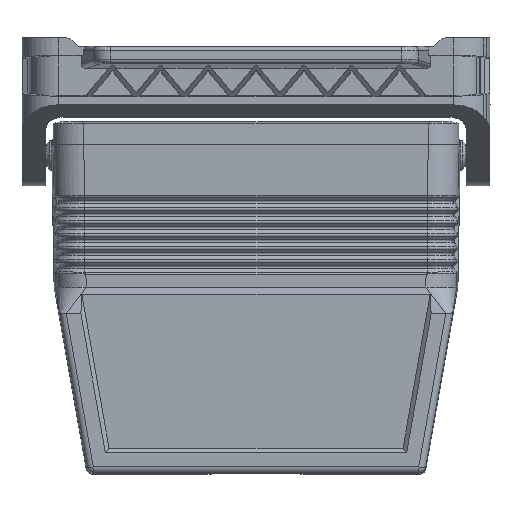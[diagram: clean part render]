
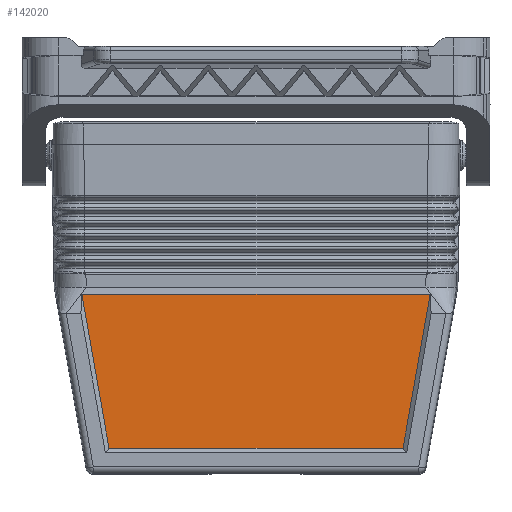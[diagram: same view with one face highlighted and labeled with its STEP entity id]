
A CAD part, front view. The second image highlights one B-rep face of the part: STEP entity #142020.
In plain terms, the highlighted face is planar.
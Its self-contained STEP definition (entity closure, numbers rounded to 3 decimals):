
#136120=CARTESIAN_POINT('',(417.083,-22.843,
34.87));
#136130=VERTEX_POINT('',#136120);
#136160=CARTESIAN_POINT('',(417.083,44.373,
34.87));
#136170=DIRECTION('',(0.,1.,0.));
#136180=VECTOR('',#136170,1.);
#136190=LINE('',#136160,#136180);
#136200=CARTESIAN_POINT('',(417.083,57.156,
34.87));
#136210=VERTEX_POINT('',#136200);
#136220=EDGE_CURVE('',#136130,#136210,#136190,.T.);
#141720=CARTESIAN_POINT('',(417.083,-12.317,
48.893));
#141730=DIRECTION('',(1.,0.,0.));
#141740=DIRECTION('',(0.,1.,0.));
#141750=AXIS2_PLACEMENT_3D('',#141720,#141730,#141740);
#141760=PLANE('',#141750);
#141770=CARTESIAN_POINT('',(417.083,-26.831,
12.233));
#141780=DIRECTION('',(0.,-0.174,
-0.985));
#141790=VECTOR('',#141780,1.);
#141800=LINE('',#141770,#141790);
#141810=CARTESIAN_POINT('',(417.083,-16.613,
70.233));
#141820=VERTEX_POINT('',#141810);
#141830=EDGE_CURVE('',#141820,#136130,#141800,.T.);
#141840=ORIENTED_EDGE('',*,*,#141830,.T.);
#141850=CARTESIAN_POINT('',(417.083,44.373,
70.233));
#141860=DIRECTION('',(0.,-1.,0.));
#141870=VECTOR('',#141860,1.);
#141880=LINE('',#141850,#141870);
#141890=CARTESIAN_POINT('',(417.083,50.926,
70.233));
#141900=VERTEX_POINT('',#141890);
#141910=EDGE_CURVE('',#141900,#141820,#141880,.T.);
#141920=ORIENTED_EDGE('',*,*,#141910,.T.);
#141930=CARTESIAN_POINT('',(417.083,61.144,
12.233));
#141940=DIRECTION('',(0.,0.174,
-0.985));
#141950=VECTOR('',#141940,1.);
#141960=LINE('',#141930,#141950);
#141970=EDGE_CURVE('',#141900,#136210,#141960,.T.);
#141980=ORIENTED_EDGE('',*,*,#141970,.F.);
#141990=ORIENTED_EDGE('',*,*,#136220,.T.);
#142000=EDGE_LOOP('',(#141990,#141980,#141920,#141840));
#142010=FACE_OUTER_BOUND('',#142000,.T.);
#142020=ADVANCED_FACE('',(#142010),#141760,.T.);
